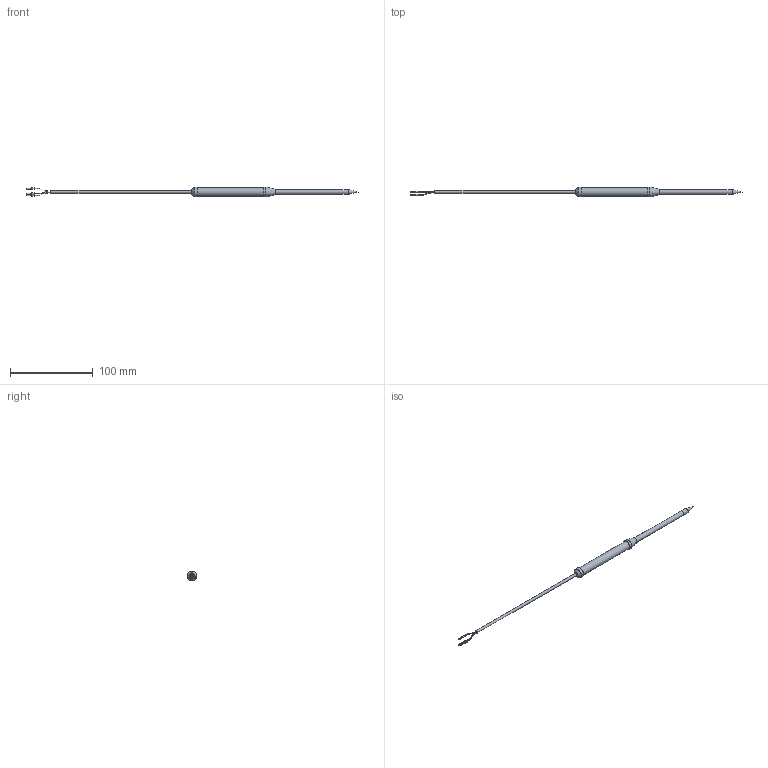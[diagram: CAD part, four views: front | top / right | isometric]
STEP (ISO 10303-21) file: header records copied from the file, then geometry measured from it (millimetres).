
FILE_DESCRIPTION(('STEP AP203'), '1');
FILE_NAME('ﾄﾒﾑ184', '2023-04-13T12:21:51', (''), (''), 'ASCON STEP Converter 1.6', 'ASCON Math Kernel', '');
FILE_SCHEMA(('CONFIG_CONTROL_DESIGN'));
Length unit declared in the file: millimetre
Bounding box: 400.5 x 11.8 x 11.8 mm (x, y, z)
Volume: 6200.3 mm3; surface area: 12207.7 mm2
Topology: 10 solids, 10 shells, 80 faces, 134 edges, 79 vertices
Faces by surface type: cylinder 35, plane 25, cone 13, torus 7
Full cylindrical faces by diameter (mm): 0.5 x9, 0.8 x3, 1.1 x3, 1.6 x3, 1.9 x3, 3 x2, 4.8 x1, 5 x3, 6 x2, 7.8 x1, 8 x1, 10 x2, 11.8 x2
Entity records: 2350 total; most frequent: DIRECTION 318, CARTESIAN_POINT 237, AXIS2_PLACEMENT_3D 159, EDGE_LOOP 156, ORIENTED_EDGE 156, FACE_OUTER_BOUND 109, COLOUR_RGB 90, FILL_AREA_STYLE_COLOUR 90
